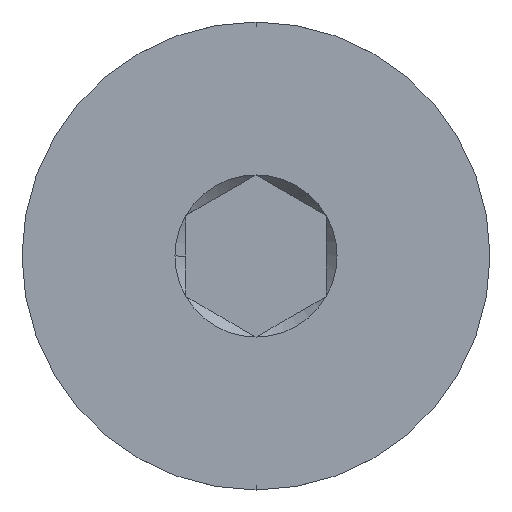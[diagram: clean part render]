
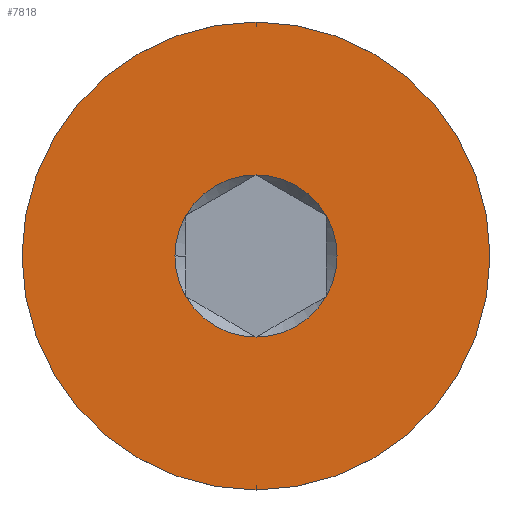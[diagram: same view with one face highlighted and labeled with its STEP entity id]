
A CAD part, top view. The second image highlights one B-rep face of the part: STEP entity #7818.
In plain terms, the highlighted planar face has unit normal (0, 0, 1).
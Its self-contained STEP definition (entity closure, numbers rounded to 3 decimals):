
#486 = VERTEX_POINT ( 'NONE', #13734 ) ;
#732 = EDGE_CURVE ( 'NONE', #1763, #5875, #7939, .T. ) ;
#867 = VERTEX_POINT ( 'NONE', #2845 ) ;
#1003 = ORIENTED_EDGE ( 'NONE', *, *, #13275, .T. ) ;
#1004 = EDGE_LOOP ( 'NONE', ( #1003, #7637 ) ) ;
#1140 = DIRECTION ( 'NONE',  ( 0., 0., -1. ) ) ;
#1284 = DIRECTION ( 'NONE',  ( 0., 1., 0. ) ) ;
#1294 = CARTESIAN_POINT ( 'NONE',  ( 0., 0., 60. ) ) ;
#1380 = DIRECTION ( 'NONE',  ( 0., 0., 1. ) ) ;
#1401 = AXIS2_PLACEMENT_3D ( 'NONE', #14525, #4300, #1933 ) ;
#1430 = EDGE_CURVE ( 'NONE', #486, #867, #6337, .T. ) ;
#1459 = CARTESIAN_POINT ( 'NONE',  ( 0., 0., 60. ) ) ;
#1702 = CIRCLE ( 'NONE', #6052, 3.464 ) ;
#1763 = VERTEX_POINT ( 'NONE', #10527 ) ;
#1933 = DIRECTION ( 'NONE',  ( -1., 0., 0. ) ) ;
#2067 = CIRCLE ( 'NONE', #1401, 3.464 ) ;
#2383 = ORIENTED_EDGE ( 'NONE', *, *, #732, .T. ) ;
#2418 = VERTEX_POINT ( 'NONE', #7104 ) ;
#2591 = DIRECTION ( 'NONE',  ( 0., 0., -1. ) ) ;
#2601 = CIRCLE ( 'NONE', #8875, 3.464 ) ;
#2845 = CARTESIAN_POINT ( 'NONE',  ( 3., 1.732, 60. ) ) ;
#2978 = CIRCLE ( 'NONE', #9125, 10. ) ;
#3157 = CARTESIAN_POINT ( 'NONE',  ( 0., 0., 60. ) ) ;
#3397 = AXIS2_PLACEMENT_3D ( 'NONE', #7538, #5283, #6529 ) ;
#3570 = DIRECTION ( 'NONE',  ( 0., 0., -1. ) ) ;
#3634 = DIRECTION ( 'NONE',  ( 0., 0., -1. ) ) ;
#3885 = VERTEX_POINT ( 'NONE', #9864 ) ;
#3895 = CARTESIAN_POINT ( 'NONE',  ( -3., -1.732, 60. ) ) ;
#4249 = VERTEX_POINT ( 'NONE', #7038 ) ;
#4300 = DIRECTION ( 'NONE',  ( 0., 0., -1. ) ) ;
#4742 = DIRECTION ( 'NONE',  ( -1., 0., 0. ) ) ;
#4974 = FACE_BOUND ( 'NONE', #11794, .T. ) ;
#5283 = DIRECTION ( 'NONE',  ( 0., 0., -1. ) ) ;
#5875 = VERTEX_POINT ( 'NONE', #7457 ) ;
#5987 = ORIENTED_EDGE ( 'NONE', *, *, #10467, .T. ) ;
#6052 = AXIS2_PLACEMENT_3D ( 'NONE', #1459, #8462, #8305 ) ;
#6236 = ORIENTED_EDGE ( 'NONE', *, *, #1430, .T. ) ;
#6337 = CIRCLE ( 'NONE', #8946, 3.464 ) ;
#6529 = DIRECTION ( 'NONE',  ( -1., 0., 0. ) ) ;
#6749 = PLANE ( 'NONE',  #11258 ) ;
#7038 = CARTESIAN_POINT ( 'NONE',  ( 0., -3.464, 60. ) ) ;
#7104 = CARTESIAN_POINT ( 'NONE',  ( 0., 10., 60. ) ) ;
#7457 = CARTESIAN_POINT ( 'NONE',  ( -3., 1.732, 60. ) ) ;
#7538 = CARTESIAN_POINT ( 'NONE',  ( 0., 0., 60. ) ) ;
#7637 = ORIENTED_EDGE ( 'NONE', *, *, #10137, .T. ) ;
#7818 = ADVANCED_FACE ( 'NONE', ( #11055, #4974 ), #6749, .F. ) ;
#7939 = CIRCLE ( 'NONE', #9841, 3.464 ) ;
#8013 = ORIENTED_EDGE ( 'NONE', *, *, #11062, .T. ) ;
#8183 = VERTEX_POINT ( 'NONE', #3895 ) ;
#8305 = DIRECTION ( 'NONE',  ( -1., 0., 0. ) ) ;
#8462 = DIRECTION ( 'NONE',  ( 0., 0., -1. ) ) ;
#8855 = AXIS2_PLACEMENT_3D ( 'NONE', #10635, #2591, #10583 ) ;
#8875 = AXIS2_PLACEMENT_3D ( 'NONE', #10259, #3570, #9079 ) ;
#8946 = AXIS2_PLACEMENT_3D ( 'NONE', #1294, #9143, #13681 ) ;
#9079 = DIRECTION ( 'NONE',  ( -1., 0., 0. ) ) ;
#9125 = AXIS2_PLACEMENT_3D ( 'NONE', #14232, #11880, #9481 ) ;
#9143 = DIRECTION ( 'NONE',  ( 0., 0., -1. ) ) ;
#9325 = CARTESIAN_POINT ( 'NONE',  ( 0., 0., 60. ) ) ;
#9481 = DIRECTION ( 'NONE',  ( 0., -1., 0. ) ) ;
#9836 = AXIS2_PLACEMENT_3D ( 'NONE', #9325, #1380, #12870 ) ;
#9841 = AXIS2_PLACEMENT_3D ( 'NONE', #10481, #3634, #4742 ) ;
#9864 = CARTESIAN_POINT ( 'NONE',  ( 3., -1.732, 60. ) ) ;
#9951 = EDGE_CURVE ( 'NONE', #867, #3885, #2601, .T. ) ;
#9956 = VERTEX_POINT ( 'NONE', #11370 ) ;
#10137 = EDGE_CURVE ( 'NONE', #2418, #9956, #12272, .T. ) ;
#10259 = CARTESIAN_POINT ( 'NONE',  ( 0., 0., 60. ) ) ;
#10451 = CIRCLE ( 'NONE', #3397, 3.464 ) ;
#10467 = EDGE_CURVE ( 'NONE', #4249, #8183, #10451, .T. ) ;
#10481 = CARTESIAN_POINT ( 'NONE',  ( 0., 0., 60. ) ) ;
#10505 = EDGE_CURVE ( 'NONE', #5875, #486, #2067, .T. ) ;
#10527 = CARTESIAN_POINT ( 'NONE',  ( -3.464, 0., 60. ) ) ;
#10583 = DIRECTION ( 'NONE',  ( -1., 0., 0. ) ) ;
#10635 = CARTESIAN_POINT ( 'NONE',  ( 0., 0., 60. ) ) ;
#11055 = FACE_OUTER_BOUND ( 'NONE', #1004, .T. ) ;
#11062 = EDGE_CURVE ( 'NONE', #8183, #1763, #1702, .T. ) ;
#11258 = AXIS2_PLACEMENT_3D ( 'NONE', #3157, #1140, #1284 ) ;
#11370 = CARTESIAN_POINT ( 'NONE',  ( 0., -10., 60. ) ) ;
#11794 = EDGE_LOOP ( 'NONE', ( #12631, #6236, #14235, #14777, #5987, #8013, #2383 ) ) ;
#11880 = DIRECTION ( 'NONE',  ( 0., 0., 1. ) ) ;
#12272 = CIRCLE ( 'NONE', #9836, 10. ) ;
#12577 = CIRCLE ( 'NONE', #8855, 3.464 ) ;
#12631 = ORIENTED_EDGE ( 'NONE', *, *, #10505, .T. ) ;
#12870 = DIRECTION ( 'NONE',  ( 0., -1., 0. ) ) ;
#13275 = EDGE_CURVE ( 'NONE', #9956, #2418, #2978, .T. ) ;
#13681 = DIRECTION ( 'NONE',  ( -1., 0., 0. ) ) ;
#13734 = CARTESIAN_POINT ( 'NONE',  ( 0., 3.464, 60. ) ) ;
#14232 = CARTESIAN_POINT ( 'NONE',  ( 0., 0., 60. ) ) ;
#14235 = ORIENTED_EDGE ( 'NONE', *, *, #9951, .T. ) ;
#14525 = CARTESIAN_POINT ( 'NONE',  ( 0., 0., 60. ) ) ;
#14777 = ORIENTED_EDGE ( 'NONE', *, *, #14789, .T. ) ;
#14789 = EDGE_CURVE ( 'NONE', #3885, #4249, #12577, .T. ) ;
